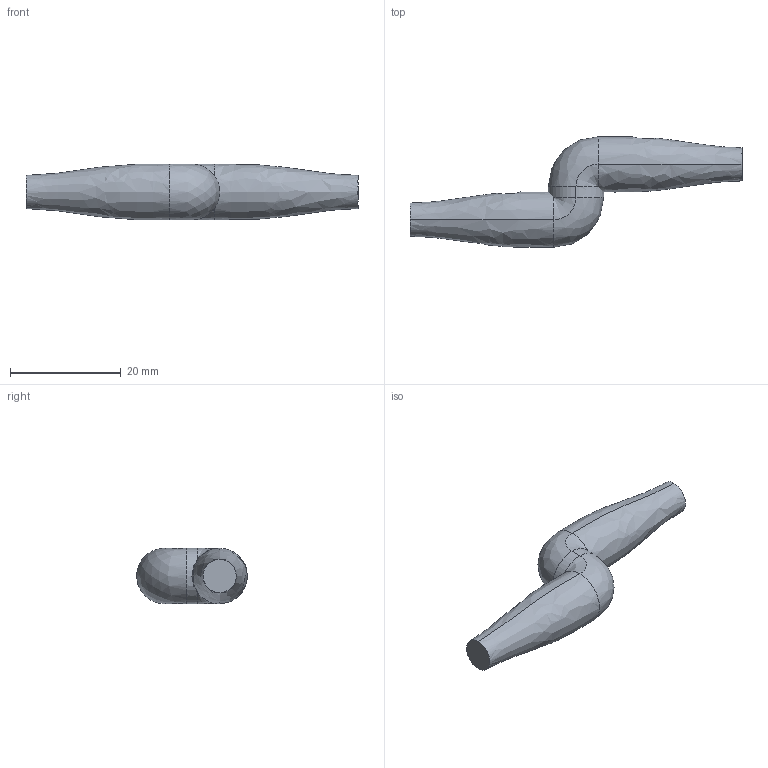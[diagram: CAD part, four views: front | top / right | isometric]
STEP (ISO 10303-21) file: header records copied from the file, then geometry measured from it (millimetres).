
FILE_DESCRIPTION(/* description */ (''),/* implementation_level */ '2;1');
FILE_NAME(/* name */ 'tige excentreuse',/* time_stamp */ '2020-03-04T03:04:41+01:00',/* author */ (''),/* organization */ (''),/* preprocessor_version */ 'ST-DEVELOPER v16.5',/* originating_system */ '',/* authorisation */ '');
FILE_SCHEMA (('AUTOMOTIVE_DESIGN'));
Length unit declared in the file: millimetre
Products named in the file (1): Document
Bounding box: 60 x 20 x 10 mm (x, y, z)
Volume: 4161.3 mm3; surface area: 1929.1 mm2
Topology: 1 solids, 1 shells, 12 faces, 22 edges, 12 vertices
Faces by surface type: bspline 10, plane 2
Entity records: 625 total; most frequent: CARTESIAN_POINT 470, ORIENTED_EDGE 44, EDGE_CURVE 22, ADVANCED_FACE 12, FACE_OUTER_BOUND 12, EDGE_LOOP 12, VERTEX_POINT 12, DIRECTION 6
